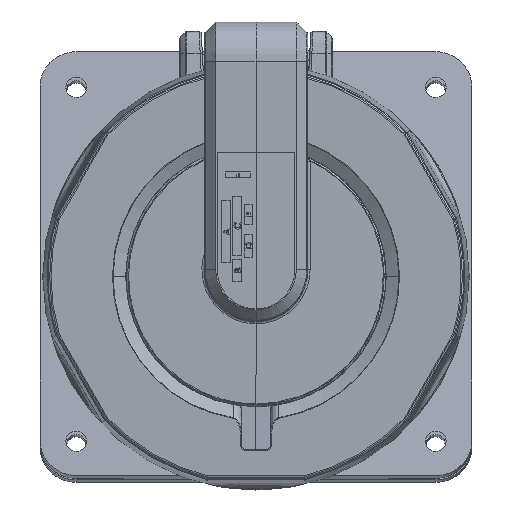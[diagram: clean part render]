
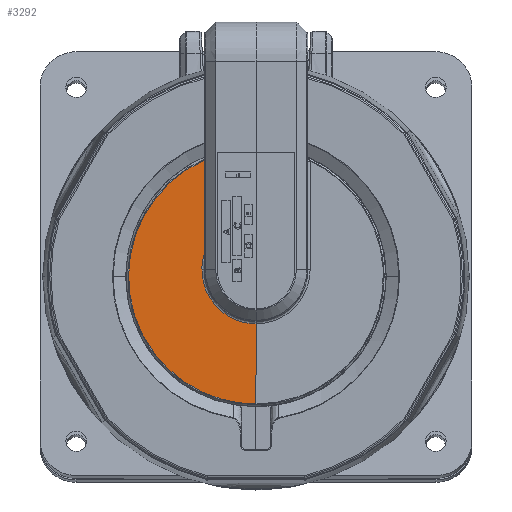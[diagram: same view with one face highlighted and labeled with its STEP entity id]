
A CAD part, top view. The second image highlights one B-rep face of the part: STEP entity #3292.
In plain terms, the highlighted planar face has unit normal (-0.009, 0, 1).
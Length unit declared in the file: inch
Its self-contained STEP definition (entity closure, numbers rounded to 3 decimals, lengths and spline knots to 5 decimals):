
#2581 = CARTESIAN_POINT ( 'NONE',  ( -0.66646, 0.88341, 0.55732 ) ) ;
#3150 = CARTESIAN_POINT ( 'NONE',  ( -1.03714, 0.3861, 0.55408 ) ) ;
#3223 = CARTESIAN_POINT ( 'NONE',  ( 0., 0., 0.56313 ) ) ;
#3292 = ADVANCED_FACE ( 'NONE', ( #30711 ), #60859, .T. ) ;
#3717 = CARTESIAN_POINT ( 'NONE',  ( -1.00406, -0.46854, 0.55437 ) ) ;
#3994 = CARTESIAN_POINT ( 'NONE',  ( -1.04773, 0.35635, 0.55399 ) ) ;
#4258 = CARTESIAN_POINT ( 'NONE',  ( -0.91001, -0.63207, 0.55519 ) ) ;
#4808 = CARTESIAN_POINT ( 'NONE',  ( -0.71968, -0.84062, 0.55685 ) ) ;
#5720 = ORIENTED_EDGE ( 'NONE', *, *, #45822, .T. ) ;
#7645 = ORIENTED_EDGE ( 'NONE', *, *, #10303, .F. ) ;
#8126 = EDGE_LOOP ( 'NONE', ( #7645, #5720, #59040, #80559 ) ) ;
#8484 = CARTESIAN_POINT ( 'NONE',  ( 0., -1.10604, 0.56313 ) ) ;
#9241 = EDGE_CURVE ( 'NONE', #52132, #74517, #23181, .T. ) ;
#10256 = CARTESIAN_POINT ( 'NONE',  ( -0.51402, -0.97994, 0.55865 ) ) ;
#10303 = EDGE_CURVE ( 'NONE', #81509, #83387, #19162, .T. ) ;
#10789 = CARTESIAN_POINT ( 'NONE',  ( -0.06292, -1.10471, 0.56258 ) ) ;
#11075 = CARTESIAN_POINT ( 'NONE',  ( -1.07545, 0.26661, 0.55375 ) ) ;
#11345 = CARTESIAN_POINT ( 'NONE',  ( -0.21875, -1.08469, 0.56122 ) ) ;
#14194 = AXIS2_PLACEMENT_3D ( 'NONE', #3223, #74231, #35294 ) ;
#15935 = CARTESIAN_POINT ( 'NONE',  ( -0.95661, 0.55642, 0.55479 ) ) ;
#16775 = CARTESIAN_POINT ( 'NONE',  ( -0.31033, -1.06214, 0.56043 ) ) ;
#17874 = CARTESIAN_POINT ( 'NONE',  ( -0.64702, -0.89935, 0.55749 ) ) ;
#19162 = LINE ( 'NONE', #23642, #29456 ) ;
#21180 = CARTESIAN_POINT ( 'NONE',  ( 0., -0.41, 0.56313 ) ) ;
#22200 = CARTESIAN_POINT ( 'NONE',  ( -0.80667, 0.75758, 0.55609 ) ) ;
#23065 = CARTESIAN_POINT ( 'NONE',  ( -0.47877, 0.99764, 0.55896 ) ) ;
#23181 = LINE ( 'NONE', #53867, #28226 ) ;
#23241 = CARTESIAN_POINT ( 'NONE',  ( -0.45, 0.19507, 0.55921 ) ) ;
#23614 = CARTESIAN_POINT ( 'NONE',  ( -1.03893, -0.38125, 0.55407 ) ) ;
#23642 = CARTESIAN_POINT ( 'NONE',  ( 0., 0., 0.56313 ) ) ;
#24172 = CARTESIAN_POINT ( 'NONE',  ( -0.4287, -1.02015, 0.55939 ) ) ;
#24463 = CARTESIAN_POINT ( 'NONE',  ( -0.48603, -0.99413, 0.55889 ) ) ;
#28226 = VECTOR ( 'NONE', #73440, 39.37008 ) ;
#28722 = CARTESIAN_POINT ( 'NONE',  ( -0.86826, 0.68614, 0.55556 ) ) ;
#29015 = CARTESIAN_POINT ( 'NONE',  ( -0.56193, 0.9533, 0.55823 ) ) ;
#29456 = VECTOR ( 'NONE', #69038, 39.37008 ) ;
#29845 = CARTESIAN_POINT ( 'NONE',  ( -0.81032, -0.75367, 0.55606 ) ) ;
#30117 = CARTESIAN_POINT ( 'NONE',  ( -0.78856, -0.77641, 0.55625 ) ) ;
#30642 = CARTESIAN_POINT ( 'NONE',  ( -1.10663, -0.01169, 0.55348 ) ) ;
#30711 = FACE_OUTER_BOUND ( 'NONE', #8126, .T. ) ;
#33082 =( BOUNDED_CURVE ( )  B_SPLINE_CURVE ( 3, ( #21180, #72577, #33128, #78810 ),
 .UNSPECIFIED., .F., .T. ) 
 B_SPLINE_CURVE_WITH_KNOTS ( ( 4, 4 ),
 ( 1.57117, 3.43308 ),
 .UNSPECIFIED. ) 
 CURVE ( )  GEOMETRIC_REPRESENTATION_ITEM ( )  RATIONAL_B_SPLINE_CURVE ( ( 1., 0.731, 0.731, 1. ) ) 
 REPRESENTATION_ITEM ( '' )  );
#33128 = CARTESIAN_POINT ( 'NONE',  ( -0.54876, -0.13411, 0.55834 ) ) ;
#33624 = B_SPLINE_CURVE_WITH_KNOTS ( 'NONE', 3,
 ( #73879, #23065, #80092, #29015, #34925, #41170, #2581, #80645, #48355, #80946, #22200, #67612, #28722, #35213, #54858, #15935, #61324, #74410, #42018, #3150, #3994, #11075, #62469, #43458, #63301, #69553, #30642, #49998, #68713, #49737, #49195, #36343, #23614, #3717, #75541, #4258, #56816, #29845, #30117, #43718, #4808, #17874, #63020, #10256, #24463, #24172, #55709, #50281, #16775, #76075, #11345, #75813, #36075, #10789, #49462, #37177 ),
 .UNSPECIFIED., .F., .F.,
 ( 4, 2, 2, 2, 2, 2, 2, 2, 2, 2, 2, 2, 2, 2, 2, 2, 2, 2, 2, 2, 2, 2, 2, 2, 2, 2, 2, 4 ),
 ( 0., 0.00239, 0.00479, 0.00718, 0.00957, 0.01197, 0.01436, 0.01676, 0.01915, 0.02154, 0.02394, 0.02872, 0.03112, 0.03351, 0.0383, 0.04069, 0.04309, 0.04787, 0.05266, 0.05505, 0.05745, 0.06224, 0.06463, 0.06702, 0.06942, 0.07181, 0.0742, 0.0766 ),
 .UNSPECIFIED. ) ;
#34925 = CARTESIAN_POINT ( 'NONE',  ( -0.58886, 0.93691, 0.55799 ) ) ;
#35213 = CARTESIAN_POINT ( 'NONE',  ( -0.90582, 0.63574, 0.55523 ) ) ;
#35294 = DIRECTION ( 'NONE',  ( -1., 0., -0.009 ) ) ;
#36075 = CARTESIAN_POINT ( 'NONE',  ( -0.12564, -1.09936, 0.56204 ) ) ;
#36343 = CARTESIAN_POINT ( 'NONE',  ( -1.04931, -0.35168, 0.55398 ) ) ;
#37177 = CARTESIAN_POINT ( 'NONE',  ( 0., -1.10604, 0.56313 ) ) ;
#41170 = CARTESIAN_POINT ( 'NONE',  ( -0.64113, 0.90195, 0.55754 ) ) ;
#42018 = CARTESIAN_POINT ( 'NONE',  ( -1.01356, 0.44433, 0.55429 ) ) ;
#43458 = CARTESIAN_POINT ( 'NONE',  ( -1.10085, 0.11345, 0.55353 ) ) ;
#43718 = CARTESIAN_POINT ( 'NONE',  ( -0.74315, -0.81996, 0.55665 ) ) ;
#45822 = EDGE_CURVE ( 'NONE', #81509, #52132, #33082, .T. ) ;
#48355 = CARTESIAN_POINT ( 'NONE',  ( -0.73927, 0.82346, 0.55668 ) ) ;
#49195 = CARTESIAN_POINT ( 'NONE',  ( -1.06758, -0.29159, 0.55382 ) ) ;
#49462 = CARTESIAN_POINT ( 'NONE',  ( -0.0315, -1.10605, 0.56286 ) ) ;
#49737 = CARTESIAN_POINT ( 'NONE',  ( -1.07546, -0.26104, 0.55375 ) ) ;
#49998 = CARTESIAN_POINT ( 'NONE',  ( -1.10295, -0.10598, 0.55351 ) ) ;
#50281 = CARTESIAN_POINT ( 'NONE',  ( -0.34042, -1.05289, 0.56016 ) ) ;
#50393 = EDGE_CURVE ( 'NONE', #74517, #83387, #33624, .T. ) ;
#52132 = VERTEX_POINT ( 'NONE', #23241 ) ;
#53867 = CARTESIAN_POINT ( 'NONE',  ( -0.45, 0., 0.55921 ) ) ;
#54356 = CARTESIAN_POINT ( 'NONE',  ( -0.45, 1.01045, 0.55921 ) ) ;
#54858 = CARTESIAN_POINT ( 'NONE',  ( -0.92349, 0.60979, 0.55507 ) ) ;
#55709 = CARTESIAN_POINT ( 'NONE',  ( -0.39958, -1.0319, 0.55965 ) ) ;
#56816 = CARTESIAN_POINT ( 'NONE',  ( -0.87248, -0.68293, 0.55552 ) ) ;
#59040 = ORIENTED_EDGE ( 'NONE', *, *, #9241, .T. ) ;
#60859 = PLANE ( 'NONE',  #14194 ) ;
#61324 = CARTESIAN_POINT ( 'NONE',  ( -0.97208, 0.52892, 0.55465 ) ) ;
#62469 = CARTESIAN_POINT ( 'NONE',  ( -1.08869, 0.20588, 0.55363 ) ) ;
#63020 = CARTESIAN_POINT ( 'NONE',  ( -0.59561, -0.93419, 0.55794 ) ) ;
#63301 = CARTESIAN_POINT ( 'NONE',  ( -1.10361, 0.08241, 0.5535 ) ) ;
#63763 = CARTESIAN_POINT ( 'NONE',  ( 0., -0.41, 0.56313 ) ) ;
#67612 = CARTESIAN_POINT ( 'NONE',  ( -0.84835, 0.7106, 0.55573 ) ) ;
#68713 = CARTESIAN_POINT ( 'NONE',  ( -1.09513, -0.16862, 0.55358 ) ) ;
#69038 = DIRECTION ( 'NONE',  ( 0., -1., 0. ) ) ;
#69553 = CARTESIAN_POINT ( 'NONE',  ( -1.10651, 0.01988, 0.55348 ) ) ;
#72577 = CARTESIAN_POINT ( 'NONE',  ( -0.34367, -0.40987, 0.56013 ) ) ;
#73440 = DIRECTION ( 'NONE',  ( 0., 1., 0. ) ) ;
#73879 = CARTESIAN_POINT ( 'NONE',  ( -0.45, 1.01045, 0.55921 ) ) ;
#74231 = DIRECTION ( 'NONE',  ( -0.009, 0., 1. ) ) ;
#74410 = CARTESIAN_POINT ( 'NONE',  ( -1.00055, 0.47289, 0.5544 ) ) ;
#74517 = VERTEX_POINT ( 'NONE', #54356 ) ;
#75541 = CARTESIAN_POINT ( 'NONE',  ( -0.97569, -0.52506, 0.55462 ) ) ;
#75813 = CARTESIAN_POINT ( 'NONE',  ( -0.15687, -1.09534, 0.56176 ) ) ;
#76075 = CARTESIAN_POINT ( 'NONE',  ( -0.24944, -1.07806, 0.56096 ) ) ;
#78810 = CARTESIAN_POINT ( 'NONE',  ( -0.45, 0.19507, 0.55921 ) ) ;
#80092 = CARTESIAN_POINT ( 'NONE',  ( -0.50691, 0.98365, 0.55871 ) ) ;
#80559 = ORIENTED_EDGE ( 'NONE', *, *, #50393, .T. ) ;
#80645 = CARTESIAN_POINT ( 'NONE',  ( -0.71551, 0.84419, 0.55689 ) ) ;
#80946 = CARTESIAN_POINT ( 'NONE',  ( -0.78485, 0.78015, 0.55628 ) ) ;
#81509 = VERTEX_POINT ( 'NONE', #63763 ) ;
#83387 = VERTEX_POINT ( 'NONE', #8484 ) ;
